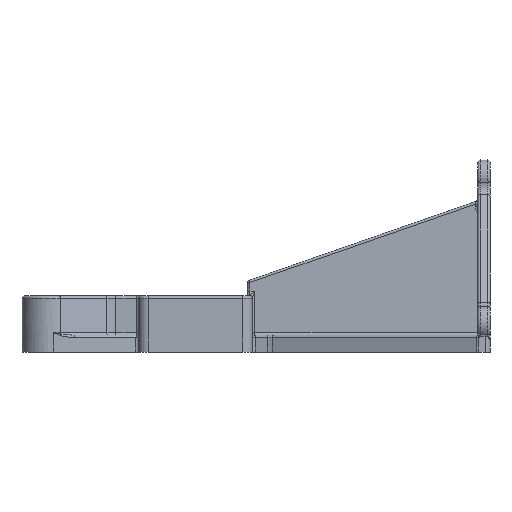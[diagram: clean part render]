
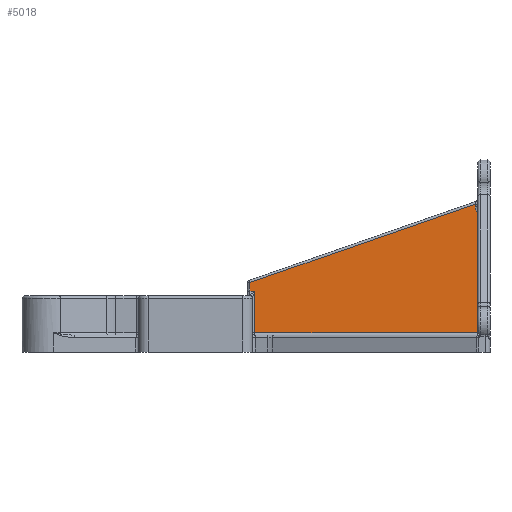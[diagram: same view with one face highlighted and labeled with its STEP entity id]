
A CAD part, front view. The second image highlights one B-rep face of the part: STEP entity #5018.
In plain terms, the highlighted planar face has unit normal (0, -1, 0).
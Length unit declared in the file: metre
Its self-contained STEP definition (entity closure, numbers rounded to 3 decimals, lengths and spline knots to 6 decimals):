
#121=ELLIPSE('',#5414,0.002973,0.002);
#375=LINE('',#8041,#760);
#376=LINE('',#8044,#761);
#377=LINE('',#8046,#762);
#378=LINE('',#8048,#763);
#379=LINE('',#8050,#764);
#380=LINE('',#8052,#765);
#381=LINE('',#8054,#766);
#382=LINE('',#8058,#767);
#760=VECTOR('',#6266,1.);
#761=VECTOR('',#6267,1.);
#762=VECTOR('',#6268,1.);
#763=VECTOR('',#6269,1.);
#764=VECTOR('',#6270,1.);
#765=VECTOR('',#6271,1.);
#766=VECTOR('',#6272,1.);
#767=VECTOR('',#6275,1.);
#1207=ORIENTED_EDGE('',*,*,#2743,.T.);
#1208=ORIENTED_EDGE('',*,*,#2744,.T.);
#1209=ORIENTED_EDGE('',*,*,#2745,.T.);
#1210=ORIENTED_EDGE('',*,*,#2746,.T.);
#1211=ORIENTED_EDGE('',*,*,#2747,.T.);
#1212=ORIENTED_EDGE('',*,*,#2748,.T.);
#1213=ORIENTED_EDGE('',*,*,#2749,.T.);
#1214=ORIENTED_EDGE('',*,*,#2750,.T.);
#1215=ORIENTED_EDGE('',*,*,#2751,.T.);
#2743=EDGE_CURVE('',#3501,#3502,#375,.T.);
#2744=EDGE_CURVE('',#3502,#3503,#376,.T.);
#2745=EDGE_CURVE('',#3503,#3504,#377,.F.);
#2746=EDGE_CURVE('',#3504,#3505,#378,.T.);
#2747=EDGE_CURVE('',#3505,#3506,#379,.T.);
#2748=EDGE_CURVE('',#3506,#3507,#380,.T.);
#2749=EDGE_CURVE('',#3507,#3508,#381,.T.);
#2750=EDGE_CURVE('',#3508,#3509,#121,.F.);
#2751=EDGE_CURVE('',#3509,#3501,#382,.T.);
#3501=VERTEX_POINT('',#8042);
#3502=VERTEX_POINT('',#8043);
#3503=VERTEX_POINT('',#8045);
#3504=VERTEX_POINT('',#8047);
#3505=VERTEX_POINT('',#8049);
#3506=VERTEX_POINT('',#8051);
#3507=VERTEX_POINT('',#8053);
#3508=VERTEX_POINT('',#8055);
#3509=VERTEX_POINT('',#8057);
#4183=EDGE_LOOP('',(#1207,#1208,#1209,#1210,#1211,#1212,#1213,#1214,#1215));
#4547=FACE_BOUND('',#4183,.T.);
#4898=PLANE('',#5413);
#5018=ADVANCED_FACE('',(#4547),#4898,.T.);
#5413=AXIS2_PLACEMENT_3D('',#8040,#6264,#6265);
#5414=AXIS2_PLACEMENT_3D('',#8056,#6273,#6274);
#6264=DIRECTION('',(0.,-1.,0.));
#6265=DIRECTION('',(1.,0.,0.));
#6266=DIRECTION('',(-0.944,0.,-0.329));
#6267=DIRECTION('',(0.,0.,-1.));
#6268=DIRECTION('',(-1.,0.,0.));
#6269=DIRECTION('',(0.,0.,-1.));
#6270=DIRECTION('',(1.,0.,0.));
#6271=DIRECTION('',(0.,0.,1.));
#6272=DIRECTION('',(-1.,0.,0.));
#6273=DIRECTION('',(0.,-1.,0.));
#6274=DIRECTION('',(0.,0.,1.));
#6275=DIRECTION('',(0.,0.,1.));
#8040=CARTESIAN_POINT('',(-0.135049,-0.0025,0.023));
#8041=CARTESIAN_POINT('',(-0.115074,-0.0025,0.022612));
#8042=CARTESIAN_POINT('',(-0.006,-0.0025,0.060593));
#8043=CARTESIAN_POINT('',(-0.09825,-0.0025,0.02847));
#8044=CARTESIAN_POINT('',(-0.09825,-0.0025,0.023));
#8045=CARTESIAN_POINT('',(-0.09825,-0.0025,0.025));
#8046=CARTESIAN_POINT('',(-0.09725,-0.0025,0.025));
#8047=CARTESIAN_POINT('',(-0.09625,-0.0025,0.025));
#8048=CARTESIAN_POINT('',(-0.09625,-0.0025,0.023));
#8049=CARTESIAN_POINT('',(-0.09625,-0.0025,0.008));
#8050=CARTESIAN_POINT('',(-0.003,-0.0025,0.008));
#8051=CARTESIAN_POINT('',(-0.003,-0.0025,0.008));
#8052=CARTESIAN_POINT('',(-0.003,-0.0025,0.05925));
#8053=CARTESIAN_POINT('',(-0.003,-0.0025,0.056663));
#8054=CARTESIAN_POINT('',(-0.004,-0.0025,0.056663));
#8055=CARTESIAN_POINT('',(-0.004,-0.0025,0.056663));
#8056=CARTESIAN_POINT('',(-0.004,-0.0025,0.059637));
#8057=CARTESIAN_POINT('',(-0.006,-0.0025,0.059637));
#8058=CARTESIAN_POINT('',(-0.006,-0.0025,0.060941));
